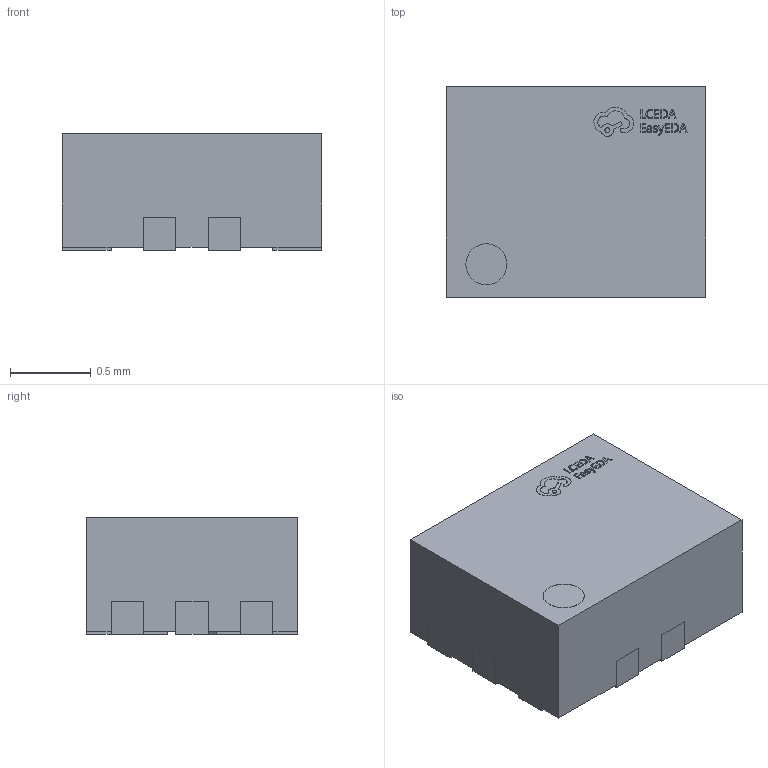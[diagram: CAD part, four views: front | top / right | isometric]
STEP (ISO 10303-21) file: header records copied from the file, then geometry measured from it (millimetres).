
FILE_DESCRIPTION (( 'STEP AP214' ), '1' );
FILE_NAME ('TQFN-10_L1.6-W1.3-P0.50-BL.STEP', '2023-07-21T12:32:40', ( '微软用户' ), ( '微软中国' ), 'SwSTEP 2.0', 'SolidWorks 2020', '' );
FILE_SCHEMA (( 'AUTOMOTIVE_DESIGN' ));
Length unit declared in the file: millimetre
Products named in the file (1): TQFN-10_L1.6-W1.3-P0.50-BL
Bounding box: 1.6 x 1.3 x 0.72 mm (x, y, z)
Volume: 1.5 mm3; surface area: 13.5 mm2
Topology: 11 solids, 11 shells, 335 faces, 879 edges, 586 vertices
Faces by surface type: plane 235, bspline 98, cylinder 2
Entity records: 14067 total; most frequent: CARTESIAN_POINT 3107, ORIENTED_EDGE 1758, DIRECTION 1159, EDGE_CURVE 879, LINE 675, VECTOR 675, VERTEX_POINT 586, EDGE_LOOP 355
